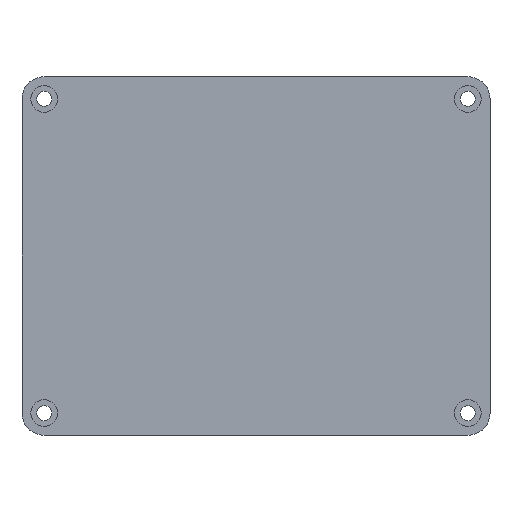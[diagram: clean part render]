
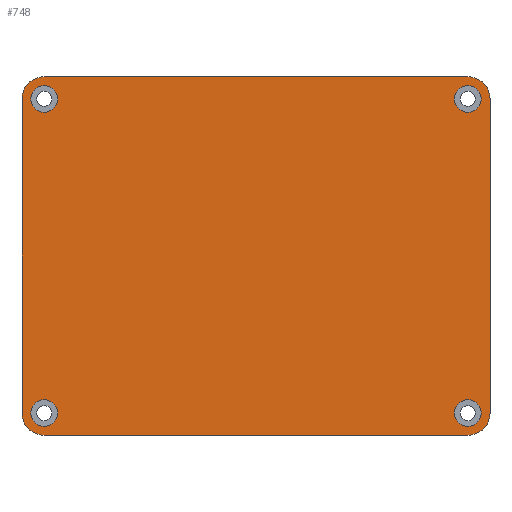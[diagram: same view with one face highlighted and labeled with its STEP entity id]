
A CAD part, front view. The second image highlights one B-rep face of the part: STEP entity #748.
In plain terms, the highlighted planar face has unit normal (0, -1, 0).
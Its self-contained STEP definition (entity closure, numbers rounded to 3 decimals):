
#25=FACE_BOUND('',#125,.T.);
#26=FACE_BOUND('',#126,.T.);
#27=FACE_BOUND('',#127,.T.);
#28=FACE_BOUND('',#128,.T.);
#78=FACE_OUTER_BOUND('',#124,.T.);
#124=EDGE_LOOP('',(#655,#656,#657,#658,#659,#660,#661,#662));
#125=EDGE_LOOP('',(#663));
#126=EDGE_LOOP('',(#664));
#127=EDGE_LOOP('',(#665));
#128=EDGE_LOOP('',(#666));
#146=CIRCLE('',#793,5.);
#154=CIRCLE('',#804,5.);
#155=CIRCLE('',#806,5.);
#156=CIRCLE('',#809,5.);
#158=CIRCLE('',#814,3.);
#160=CIRCLE('',#817,3.);
#162=CIRCLE('',#820,3.);
#164=CIRCLE('',#823,3.);
#187=LINE('',#1107,#261);
#225=LINE('',#1198,#299);
#230=LINE('',#1212,#304);
#238=LINE('',#1247,#312);
#261=VECTOR('',#883,10.);
#299=VECTOR('',#963,10.);
#304=VECTOR('',#978,10.);
#312=VECTOR('',#1024,10.);
#335=VERTEX_POINT('',#1104);
#336=VERTEX_POINT('',#1106);
#356=VERTEX_POINT('',#1168);
#368=VERTEX_POINT('',#1197);
#369=VERTEX_POINT('',#1201);
#370=VERTEX_POINT('',#1205);
#371=VERTEX_POINT('',#1207);
#372=VERTEX_POINT('',#1211);
#374=VERTEX_POINT('',#1222);
#376=VERTEX_POINT('',#1228);
#378=VERTEX_POINT('',#1234);
#380=VERTEX_POINT('',#1240);
#407=EDGE_CURVE('',#336,#335,#187,.T.);
#439=EDGE_CURVE('',#336,#356,#146,.T.);
#454=EDGE_CURVE('',#368,#356,#225,.T.);
#456=EDGE_CURVE('',#368,#369,#154,.T.);
#459=EDGE_CURVE('',#370,#371,#155,.T.);
#461=EDGE_CURVE('',#372,#371,#230,.T.);
#463=EDGE_CURVE('',#372,#335,#156,.T.);
#467=EDGE_CURVE('',#374,#374,#158,.T.);
#470=EDGE_CURVE('',#376,#376,#160,.T.);
#473=EDGE_CURVE('',#378,#378,#162,.T.);
#476=EDGE_CURVE('',#380,#380,#164,.T.);
#478=EDGE_CURVE('',#370,#369,#238,.T.);
#655=ORIENTED_EDGE('',*,*,#439,.F.);
#656=ORIENTED_EDGE('',*,*,#407,.T.);
#657=ORIENTED_EDGE('',*,*,#463,.F.);
#658=ORIENTED_EDGE('',*,*,#461,.T.);
#659=ORIENTED_EDGE('',*,*,#459,.F.);
#660=ORIENTED_EDGE('',*,*,#478,.T.);
#661=ORIENTED_EDGE('',*,*,#456,.F.);
#662=ORIENTED_EDGE('',*,*,#454,.T.);
#663=ORIENTED_EDGE('',*,*,#467,.F.);
#664=ORIENTED_EDGE('',*,*,#473,.F.);
#665=ORIENTED_EDGE('',*,*,#476,.F.);
#666=ORIENTED_EDGE('',*,*,#470,.F.);
#712=PLANE('',#827);
#748=ADVANCED_FACE('',(#78,#25,#26,#27,#28),#712,.F.);
#793=AXIS2_PLACEMENT_3D('',#1169,#936,#937);
#804=AXIS2_PLACEMENT_3D('',#1202,#967,#968);
#806=AXIS2_PLACEMENT_3D('',#1208,#973,#974);
#809=AXIS2_PLACEMENT_3D('',#1215,#982,#983);
#814=AXIS2_PLACEMENT_3D('',#1224,#994,#995);
#817=AXIS2_PLACEMENT_3D('',#1230,#1001,#1002);
#820=AXIS2_PLACEMENT_3D('',#1236,#1008,#1009);
#823=AXIS2_PLACEMENT_3D('',#1242,#1015,#1016);
#827=AXIS2_PLACEMENT_3D('',#1248,#1025,#1026);
#883=DIRECTION('',(1.,0.,0.));
#936=DIRECTION('center_axis',(0.,1.,0.));
#937=DIRECTION('ref_axis',(-0.707,0.,-0.707));
#963=DIRECTION('',(0.,0.,-1.));
#967=DIRECTION('center_axis',(0.,1.,0.));
#968=DIRECTION('ref_axis',(-0.707,0.,0.707));
#973=DIRECTION('center_axis',(0.,1.,0.));
#974=DIRECTION('ref_axis',(0.707,0.,0.707));
#978=DIRECTION('',(0.,0.,1.));
#982=DIRECTION('center_axis',(0.,1.,0.));
#983=DIRECTION('ref_axis',(0.707,0.,-0.707));
#994=DIRECTION('center_axis',(0.,-1.,0.));
#995=DIRECTION('ref_axis',(1.,0.,0.));
#1001=DIRECTION('center_axis',(0.,-1.,0.));
#1002=DIRECTION('ref_axis',(1.,0.,0.));
#1008=DIRECTION('center_axis',(0.,-1.,0.));
#1009=DIRECTION('ref_axis',(1.,0.,0.));
#1015=DIRECTION('center_axis',(0.,-1.,0.));
#1016=DIRECTION('ref_axis',(1.,0.,0.));
#1024=DIRECTION('',(-1.,0.,0.));
#1025=DIRECTION('center_axis',(0.,1.,0.));
#1026=DIRECTION('ref_axis',(1.,0.,0.));
#1104=CARTESIAN_POINT('',(90.8,0.,-9.5));
#1106=CARTESIAN_POINT('',(-4.5,0.,-9.5));
#1107=CARTESIAN_POINT('',(-9.5,0.,-9.5));
#1168=CARTESIAN_POINT('',(-9.5,0.,-4.5));
#1169=CARTESIAN_POINT('Origin',(-4.5,0.,-4.5));
#1197=CARTESIAN_POINT('',(-9.5,0.,66.2));
#1198=CARTESIAN_POINT('',(-9.5,0.,71.2));
#1201=CARTESIAN_POINT('',(-4.5,0.,71.2));
#1202=CARTESIAN_POINT('Origin',(-4.5,0.,66.2));
#1205=CARTESIAN_POINT('',(90.8,0.,71.2));
#1207=CARTESIAN_POINT('',(95.8,0.,66.2));
#1208=CARTESIAN_POINT('Origin',(90.8,0.,66.2));
#1211=CARTESIAN_POINT('',(95.8,0.,-4.5));
#1212=CARTESIAN_POINT('',(95.8,0.,-9.5));
#1215=CARTESIAN_POINT('Origin',(90.8,0.,-4.5));
#1222=CARTESIAN_POINT('',(-7.5,0.,66.2));
#1224=CARTESIAN_POINT('Origin',(-4.5,0.,66.2));
#1228=CARTESIAN_POINT('',(-7.5,0.,-4.5));
#1230=CARTESIAN_POINT('Origin',(-4.5,0.,-4.5));
#1234=CARTESIAN_POINT('',(87.8,0.,-4.5));
#1236=CARTESIAN_POINT('Origin',(90.8,0.,-4.5));
#1240=CARTESIAN_POINT('',(87.8,0.,66.2));
#1242=CARTESIAN_POINT('Origin',(90.8,0.,66.2));
#1247=CARTESIAN_POINT('',(95.8,0.,71.2));
#1248=CARTESIAN_POINT('Origin',(43.15,0.,30.85));
